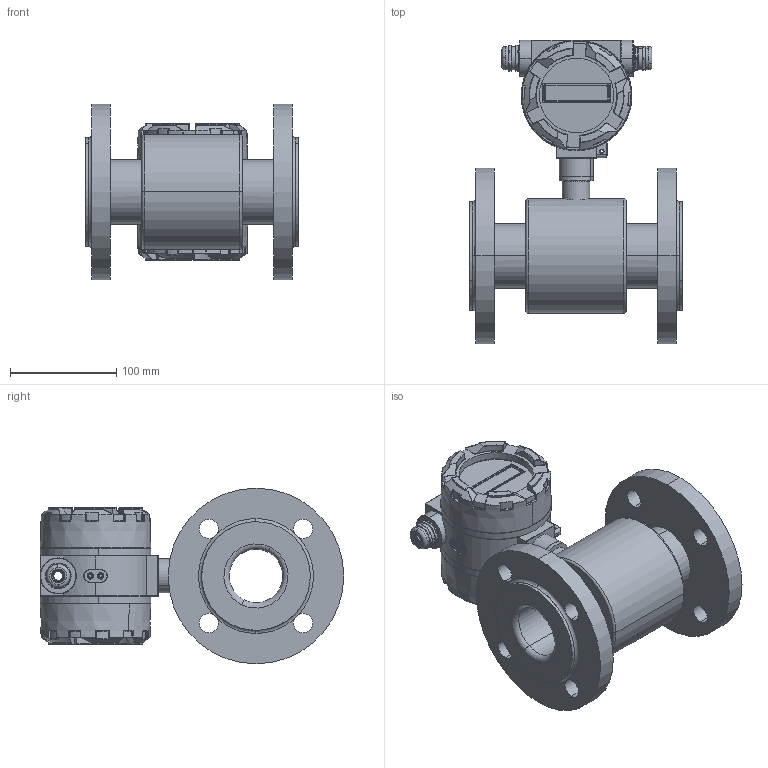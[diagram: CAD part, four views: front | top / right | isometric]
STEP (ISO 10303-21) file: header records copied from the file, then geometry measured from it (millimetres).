
FILE_DESCRIPTION (( 'STEP AP203' ), '1' );
FILE_NAME ('FlowGuard® FT410 DN50 FLansch.step', '2024-09-30T18:14:28', ( '' ), ( '' ), 'SwSTEP 2.0', 'SolidWorks 2022', '' );
FILE_SCHEMA (( 'CONFIG_CONTROL_DESIGN' ));
Length unit declared in the file: millimetre
Products named in the file (1): FlowGuard® FT410 DN50 FLansch
Bounding box: 200 x 285.27 x 165 mm (x, y, z)
Volume: 1356524.3 mm3; surface area: 600474.8 mm2
Topology: 32 solids, 32 shells, 2664 faces, 6629 edges, 3848 vertices
Faces by surface type: bspline 1009, cylinder 973, plane 590, cone 72, torus 20
Entity records: 122479 total; most frequent: CARTESIAN_POINT 66302, ORIENTED_EDGE 12918, DIRECTION 10372, EDGE_CURVE 6459, AXIS2_PLACEMENT_3D 4155, VERTEX_POINT 3848, EDGE_LOOP 2827, FACE_OUTER_BOUND 2664
